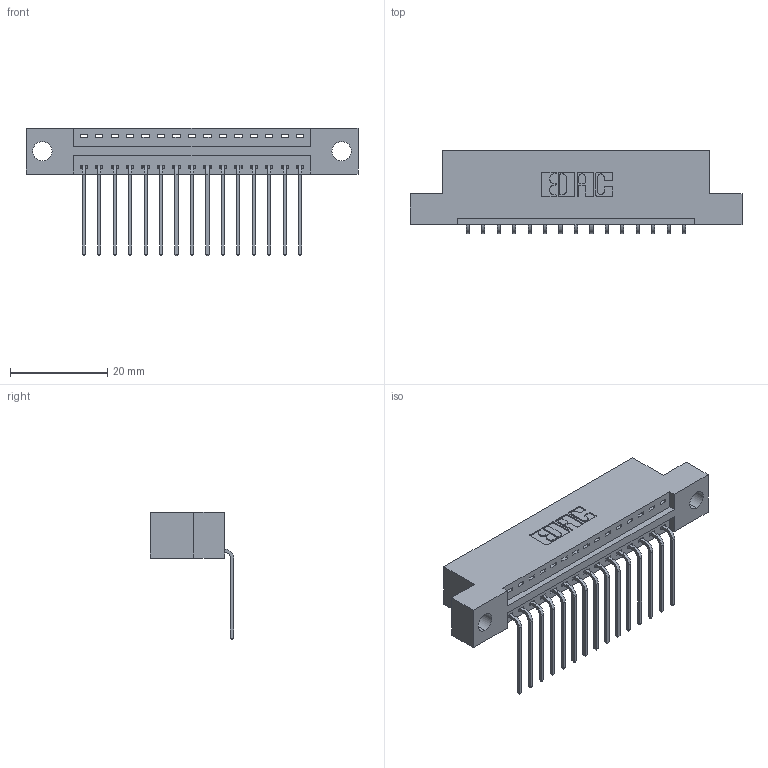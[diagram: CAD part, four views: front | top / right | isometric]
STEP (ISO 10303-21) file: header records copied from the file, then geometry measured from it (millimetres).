
FILE_DESCRIPTION (( 'STEP AP203' ), '1' );
FILE_NAME ('346-015-559-104.STEP', '2022-05-05T09:05:24', ( '' ), ( '' ), 'SwSTEP 2.0', 'SolidWorks 2020', '' );
FILE_SCHEMA (( 'CONFIG_CONTROL_DESIGN' ));
Length unit declared in the file: inch
Products named in the file (3): 346 Part_Flush Mounting Lugs - 0.156 Dia-TH; 346-015-559-104; 345-292-001_558 559 Tail - 1
Assembly tree (16 placements, depth 2):
  346-015-559-104
    346 Part_Flush Mounting Lugs - 0.156 Dia-TH
    345-292-001_558 559 Tail - 1  x15
Bounding box: 68.2 x 17.08 x 26.16 mm (x, y, z)
Volume: 6286.2 mm3; surface area: 7700.9 mm2
Topology: 16 solids, 16 shells, 1036 faces, 3095 edges, 2042 vertices
Faces by surface type: plane 720, cylinder 316
Entity records: 13447 total; most frequent: CARTESIAN_POINT 2323, ORIENTED_EDGE 2270, DIRECTION 2081, EDGE_CURVE 1135, VECTOR 943, LINE 943, VERTEX_POINT 754, AXIS2_PLACEMENT_3D 569
